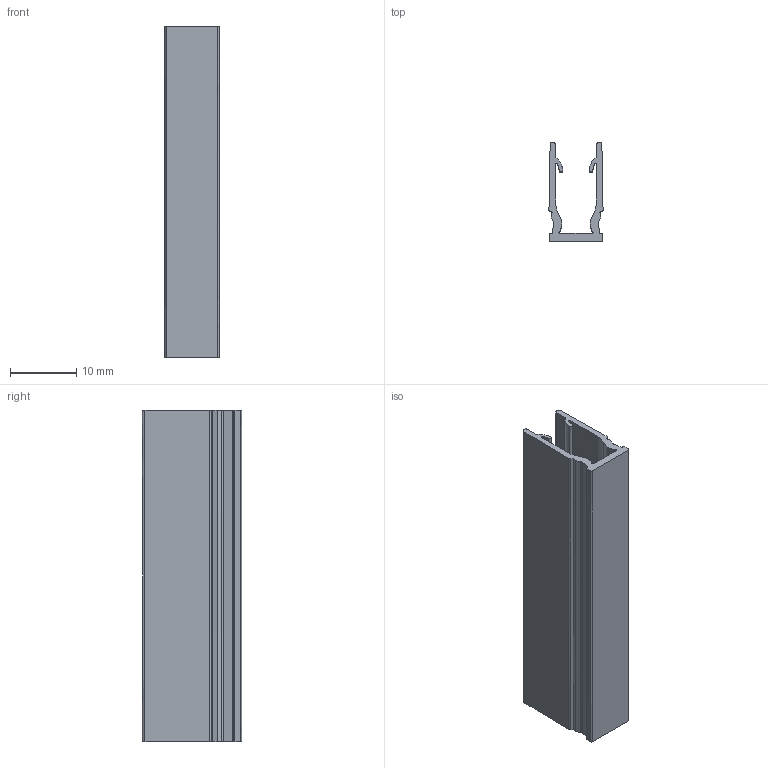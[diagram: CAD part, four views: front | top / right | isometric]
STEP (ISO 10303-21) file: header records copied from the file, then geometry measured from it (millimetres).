
FILE_DESCRIPTION(('STEP AP203'),'1');
FILE_NAME('BASE08N1149.stp','2023-10-23T10:02:28',(' '),(' '),'Spatial InterOp 3D',' ',' ');
FILE_SCHEMA(('CONFIG_CONTROL_DESIGN'));
Length unit declared in the file: millimetre
Products named in the file (1): Profilé U8 PP, gris 7042
Bounding box: 8.15 x 14.95 x 50 mm (x, y, z)
Volume: 1926.1 mm3; surface area: 4105.2 mm2
Topology: 1 solids, 1 shells, 62 faces, 180 edges, 120 vertices
Faces by surface type: plane 32, extrusion 30
Entity records: 2462 total; most frequent: CARTESIAN_POINT 807, ORIENTED_EDGE 360, DIRECTION 216, EDGE_CURVE 180, VECTOR 150, VERTEX_POINT 120, LINE 120, B_SPLINE_CURVE_WITH_KNOTS 90
